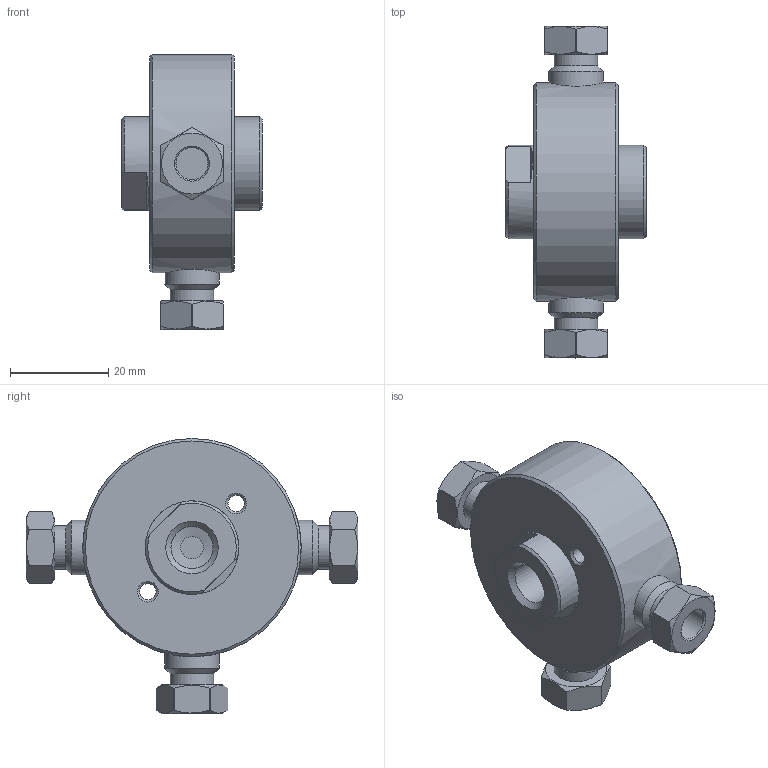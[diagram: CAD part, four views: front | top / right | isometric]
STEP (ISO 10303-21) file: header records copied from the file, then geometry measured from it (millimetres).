
FILE_DESCRIPTION(/* description */ ('Manifold pipe adapter, 1/8" female to 1/4" ZDV '),/* implementation_level */ '2;1');
FILE_NAME(/* name */ '305235-FP2Z3M24 Manifold pipe adaptor.stp',/* time_stamp */ '2016-05-10T09:17:54+02:00',/* author */ ('Franzp'),/* organization */ (''),/* preprocessor_version */ 'ST-DEVELOPER v15.6',/* originating_system */ 'Autodesk Inventor 2015',/* authorisation */ '');
FILE_SCHEMA (('AUTOMOTIVE_DESIGN { 1 0 10303 214 3 1 1 }'));
Length unit declared in the file: centimetre
Products named in the file (1): 305235
Bounding box: 28.7 x 67.58 x 56.02 mm (x, y, z)
Volume: 30769.8 mm3; surface area: 9488.8 mm2
Topology: 1 solids, 1 shells, 105 faces, 257 edges, 169 vertices
Faces by surface type: plane 40, cylinder 34, cone 31
Full cylindrical faces by diameter (mm): 3.302 x2, 6.55 x3, 8.566 x2, 8.89 x3, 11.113 x3, 19.05 x2, 44.45 x1
Entity records: 2995 total; most frequent: CARTESIAN_POINT 681, DIRECTION 454, ORIENTED_EDGE 402, AXIS2_PLACEMENT_3D 205, EDGE_CURVE 201, EDGE_LOOP 164, VERTEX_POINT 153, FACE_OUTER_BOUND 105
